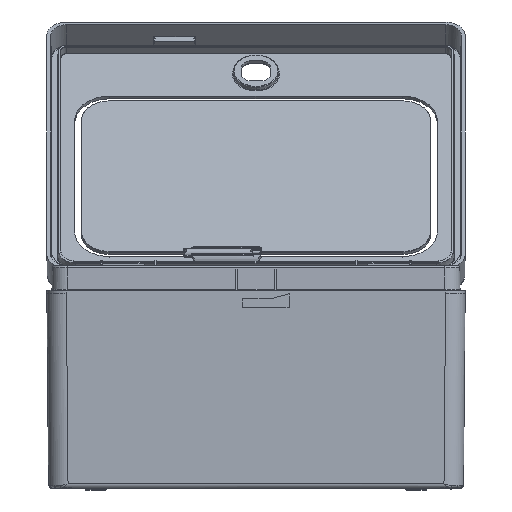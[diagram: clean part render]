
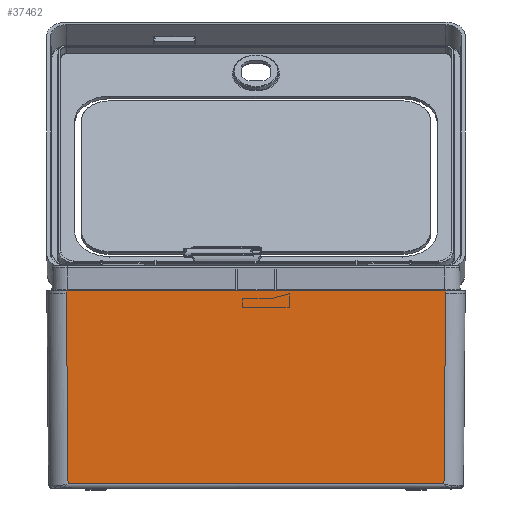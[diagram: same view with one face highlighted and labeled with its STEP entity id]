
A CAD part, top view. The second image highlights one B-rep face of the part: STEP entity #37462.
In plain terms, the highlighted planar face has unit normal (0, -0.009, 1).
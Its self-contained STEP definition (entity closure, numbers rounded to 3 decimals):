
#37246 = EDGE_CURVE ( 'NONE', #37247, #37248, #61235, .T. ) ;
#37247 = VERTEX_POINT ( 'NONE', #61229 ) ;
#37248 = VERTEX_POINT ( 'NONE', #61231 ) ;
#37290 = VERTEX_POINT ( 'NONE', #61343 ) ;
#37294 = EDGE_CURVE ( 'NONE', #37296, #37290, #61416, .T. ) ;
#37296 = VERTEX_POINT ( 'NONE', #61412 ) ;
#37437 = ORIENTED_EDGE ( 'NONE', *, *, #37438, .T. ) ;
#37438 = EDGE_CURVE ( 'NONE', #37290, #37247, #61699, .T. ) ;
#37439 = ORIENTED_EDGE ( 'NONE', *, *, #37246, .T. ) ;
#37453 = VERTEX_POINT ( 'NONE', #61789 ) ;
#37457 = EDGE_CURVE ( 'NONE', #37453, #37248, #61781, .T. ) ;
#37462 = ADVANCED_FACE ( 'NONE', ( #61777 ), #61776, .T. ) ;
#37463 = EDGE_LOOP ( 'NONE', ( #37464, #37467, #37471, #37473, #37437, #37439 ) ) ;
#37464 = ORIENTED_EDGE ( 'NONE', *, *, #37457, .F. ) ;
#37467 = ORIENTED_EDGE ( 'NONE', *, *, #37469, .T. ) ;
#37469 = EDGE_CURVE ( 'NONE', #37453, #37470, #61773, .T. ) ;
#37470 = VERTEX_POINT ( 'NONE', #61766 ) ;
#37471 = ORIENTED_EDGE ( 'NONE', *, *, #37472, .T. ) ;
#37472 = EDGE_CURVE ( 'NONE', #37470, #37296, #61765, .T. ) ;
#37473 = ORIENTED_EDGE ( 'NONE', *, *, #37294, .T. ) ;
#61229 = CARTESIAN_POINT ( 'NONE',  ( 134.809, -139.026, 123.809 ) ) ;
#61231 = CARTESIAN_POINT ( 'NONE',  ( 136.001, -2.5, 125. ) ) ;
#61232 = DIRECTION ( 'NONE',  ( 0.009, 1., 0.009 ) ) ;
#61233 = VECTOR ( 'NONE', #61232, 1000. ) ;
#61234 = CARTESIAN_POINT ( 'NONE',  ( 136.002, -2.378, 125.001 ) ) ;
#61235 = LINE ( 'NONE', #61234, #61233 ) ;
#61343 = CARTESIAN_POINT ( 'NONE',  ( -134.809, -139.026, 123.809 ) ) ;
#61412 = CARTESIAN_POINT ( 'NONE',  ( -136.001, -2.5, 125. ) ) ;
#61413 = DIRECTION ( 'NONE',  ( 0.009, -1., -0.009 ) ) ;
#61414 = VECTOR ( 'NONE', #61413, 1000. ) ;
#61415 = CARTESIAN_POINT ( 'NONE',  ( -135.979, -4.996, 124.978 ) ) ;
#61416 = LINE ( 'NONE', #61415, #61414 ) ;
#61696 = DIRECTION ( 'NONE',  ( 1., 0., 0. ) ) ;
#61697 = VECTOR ( 'NONE', #61696, 1000. ) ;
#61698 = CARTESIAN_POINT ( 'NONE',  ( 134.783, -139.026, 123.809 ) ) ;
#61699 = LINE ( 'NONE', #61698, #61697 ) ;
#61762 = DIRECTION ( 'NONE',  ( 0., -1., -0.009 ) ) ;
#61763 = VECTOR ( 'NONE', #61762, 1000. ) ;
#61764 = CARTESIAN_POINT ( 'NONE',  ( -136.001, -2.5, 125. ) ) ;
#61765 = LINE ( 'NONE', #61764, #61763 ) ;
#61766 = CARTESIAN_POINT ( 'NONE',  ( -136.001, -0.504, 125.017 ) ) ;
#61767 = DIRECTION ( 'NONE',  ( -1., 0., 0. ) ) ;
#61768 = VECTOR ( 'NONE', #61767, 1000. ) ;
#61769 = CARTESIAN_POINT ( 'NONE',  ( 150., -0.504, 125.017 ) ) ;
#61770 = DIRECTION ( 'NONE',  ( 0., -1., -0.009 ) ) ;
#61771 = DIRECTION ( 'NONE',  ( 0., -0.009, 1. ) ) ;
#61772 = AXIS2_PLACEMENT_3D ( 'NONE', #61775, #61771, #61770 ) ;
#61773 = LINE ( 'NONE', #61769, #61768 ) ;
#61775 = CARTESIAN_POINT ( 'NONE',  ( 150., -2.5, 125. ) ) ;
#61776 = PLANE ( 'NONE',  #61772 ) ;
#61777 = FACE_OUTER_BOUND ( 'NONE', #37463, .T. ) ;
#61778 = DIRECTION ( 'NONE',  ( 0., -1., -0.009 ) ) ;
#61779 = VECTOR ( 'NONE', #61778, 1000. ) ;
#61780 = CARTESIAN_POINT ( 'NONE',  ( 136.001, -2.5, 125. ) ) ;
#61781 = LINE ( 'NONE', #61780, #61779 ) ;
#61789 = CARTESIAN_POINT ( 'NONE',  ( 136.001, -0.504, 125.017 ) ) ;
